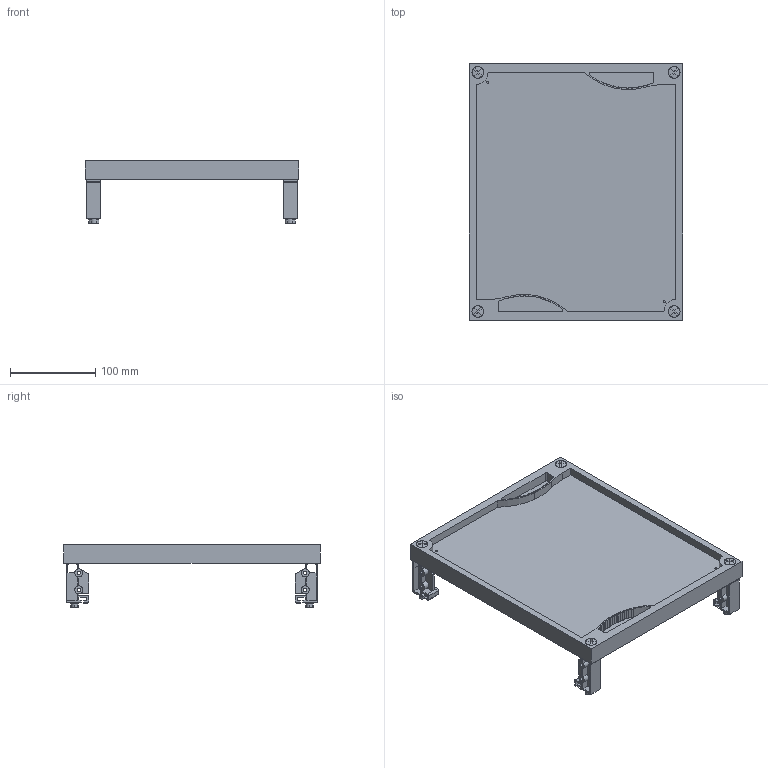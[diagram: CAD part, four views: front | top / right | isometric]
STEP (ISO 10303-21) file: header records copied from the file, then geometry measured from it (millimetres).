
FILE_DESCRIPTION(('STEP AP214'),'1');
FILE_NAME('cctmp_DCF7E994-83E9-4E7E-902C-58D99127A68E_2023_07_22_14_45_48_0456..stp','2023-07-22T12:45:49',('SIEMENS A&D'),('CADClick - www.CADClick.com'),'Spatial InterOp 3D postprocessed',' ','unknown authorization');
FILE_SCHEMA(('AUTOMOTIVE_DESIGN'));
Length unit declared in the file: millimetre
Products named in the file (10): cc_unnamed; 2023_07_22_14_45_48_0417; 2023_07_22_14_45_48_0413; 2023_07_22_14_45_48_0409; 2023_07_22_14_45_48_0405; 2023_07_22_14_45_48_0401; 2023_07_22_14_45_48_0397; 2023_07_22_14_45_48_0393; 2023_07_22_14_45_48_0389; 2023_07_22_14_45_48_0385
Assembly tree (9 placements, depth 2):
  cc_unnamed
    2023_07_22_14_45_48_0417
    2023_07_22_14_45_48_0413
    2023_07_22_14_45_48_0409
    2023_07_22_14_45_48_0405
    2023_07_22_14_45_48_0401
    2023_07_22_14_45_48_0397
    2023_07_22_14_45_48_0393
    2023_07_22_14_45_48_0389
    2023_07_22_14_45_48_0385
Bounding box: 250 x 300 x 74.23 mm (x, y, z)
Volume: 483117.3 mm3; surface area: 235345.1 mm2
Topology: 9 solids, 9 shells, 748 faces, 2064 edges, 1356 vertices
Faces by surface type: plane 510, cylinder 214, torus 16, cone 8
Entity records: 26920 total; most frequent: CARTESIAN_POINT 4718, ORIENTED_EDGE 4160, DIRECTION 4140, EDGE_CURVE 2080, LINE 1416, VECTOR 1416, VERTEX_POINT 1372, AXIS2_PLACEMENT_3D 1362
